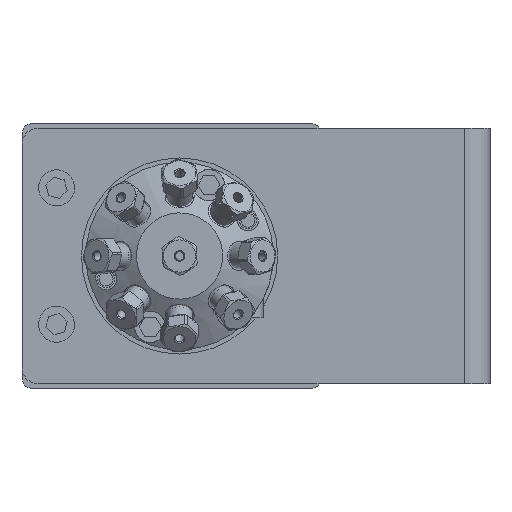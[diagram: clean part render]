
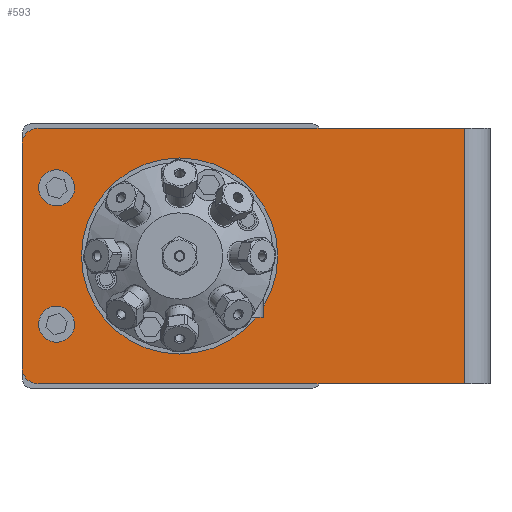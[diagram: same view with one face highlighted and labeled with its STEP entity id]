
A CAD part, left-side view. The second image highlights one B-rep face of the part: STEP entity #593.
In plain terms, the highlighted planar face has unit normal (-1, 0, 0).
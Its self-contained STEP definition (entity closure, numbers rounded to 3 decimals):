
#176=CARTESIAN_POINT('',(0.,84.072,-47.625));
#177=VERTEX_POINT('',#176);
#178=CARTESIAN_POINT('',(0.,87.122,-44.575));
#179=VERTEX_POINT('',#178);
#180=CARTESIAN_POINT('',(0.,84.072,-44.575));
#181=DIRECTION('',(1.0,0.0,0.0));
#182=DIRECTION('',(0.0,0.707,-0.707));
#183=AXIS2_PLACEMENT_3D('',#180,#181,#182);
#184=CIRCLE('',#183,3.05);
#185=EDGE_CURVE('',#177,#179,#184,.T.);
#220=CARTESIAN_POINT('',(0.,87.122,-3.05));
#221=VERTEX_POINT('',#220);
#235=CARTESIAN_POINT('',(0.,87.122,-3.05));
#236=DIRECTION('',(0.0,0.0,-1.0));
#237=VECTOR('',#236,41.525);
#238=LINE('',#235,#237);
#239=EDGE_CURVE('',#221,#179,#238,.T.);
#249=CARTESIAN_POINT('',(0.,4.78,-47.625));
#250=VERTEX_POINT('',#249);
#260=CARTESIAN_POINT('',(0.,84.072,-47.625));
#261=DIRECTION('',(0.0,-1.0,0.0));
#262=VECTOR('',#261,79.292);
#263=LINE('',#260,#262);
#264=EDGE_CURVE('',#177,#250,#263,.T.);
#305=CARTESIAN_POINT('',(0.,57.785,-5.562));
#306=VERTEX_POINT('',#305);
#307=CARTESIAN_POINT('',(0.,57.785,-23.813));
#308=DIRECTION('',(1.0,0.0,0.0));
#309=DIRECTION('',(0.0,0.0,1.0));
#310=AXIS2_PLACEMENT_3D('',#307,#308,#309);
#311=CIRCLE('',#310,18.25);
#312=EDGE_CURVE('',#306,#306,#311,.T.);
#333=CARTESIAN_POINT('',(0.,84.072,0.0));
#334=VERTEX_POINT('',#333);
#335=CARTESIAN_POINT('',(0.,84.072,-3.05));
#336=DIRECTION('',(1.0,0.0,0.0));
#337=DIRECTION('',(0.0,0.707,0.707));
#338=AXIS2_PLACEMENT_3D('',#335,#336,#337);
#339=CIRCLE('',#338,3.05);
#340=EDGE_CURVE('',#221,#334,#339,.T.);
#543=CARTESIAN_POINT('',(0.,87.122,0.0));
#544=DIRECTION('',(-1.0,0.0,0.0));
#545=DIRECTION('',(0.0,0.0,1.0));
#546=AXIS2_PLACEMENT_3D('',#543,#544,#545);
#547=PLANE('',#546);
#548=CARTESIAN_POINT('',(0.,4.78,0.0));
#549=VERTEX_POINT('',#548);
#550=CARTESIAN_POINT('',(0.,4.78,0.0));
#551=DIRECTION('',(0.0,0.0,-1.0));
#552=VECTOR('',#551,47.625);
#553=LINE('',#550,#552);
#554=EDGE_CURVE('',#549,#250,#553,.T.);
#555=ORIENTED_EDGE('',*,*,#554,.F.);
#556=CARTESIAN_POINT('',(0.,84.072,0.0));
#557=DIRECTION('',(0.0,-1.0,0.0));
#558=VECTOR('',#557,79.292);
#559=LINE('',#556,#558);
#560=EDGE_CURVE('',#334,#549,#559,.T.);
#561=ORIENTED_EDGE('',*,*,#560,.F.);
#562=ORIENTED_EDGE('',*,*,#340,.F.);
#563=ORIENTED_EDGE('',*,*,#239,.T.);
#564=ORIENTED_EDGE('',*,*,#185,.F.);
#565=ORIENTED_EDGE('',*,*,#264,.T.);
#566=EDGE_LOOP('',(#555,#561,#562,#563,#564,#565));
#567=FACE_OUTER_BOUND('',#566,.T.);
#568=CARTESIAN_POINT('',(0.,80.696,-8.952));
#569=VERTEX_POINT('',#568);
#570=CARTESIAN_POINT('',(0.,80.696,-11.112));
#571=DIRECTION('',(1.0,0.0,0.0));
#572=DIRECTION('',(0.0,0.0,1.0));
#573=AXIS2_PLACEMENT_3D('',#570,#571,#572);
#574=CIRCLE('',#573,2.16);
#575=EDGE_CURVE('',#569,#569,#574,.T.);
#576=ORIENTED_EDGE('',*,*,#575,.T.);
#577=EDGE_LOOP('',(#576));
#578=FACE_BOUND('',#577,.T.);
#579=CARTESIAN_POINT('',(0.,80.696,-34.352));
#580=VERTEX_POINT('',#579);
#581=CARTESIAN_POINT('',(0.,80.696,-36.512));
#582=DIRECTION('',(1.0,0.0,0.0));
#583=DIRECTION('',(0.0,0.0,1.0));
#584=AXIS2_PLACEMENT_3D('',#581,#582,#583);
#585=CIRCLE('',#584,2.16);
#586=EDGE_CURVE('',#580,#580,#585,.T.);
#587=ORIENTED_EDGE('',*,*,#586,.T.);
#588=EDGE_LOOP('',(#587));
#589=FACE_BOUND('',#588,.T.);
#590=ORIENTED_EDGE('',*,*,#312,.T.);
#591=EDGE_LOOP('',(#590));
#592=FACE_BOUND('',#591,.T.);
#593=ADVANCED_FACE('',(#567,#578,#589,#592),#547,.T.);
